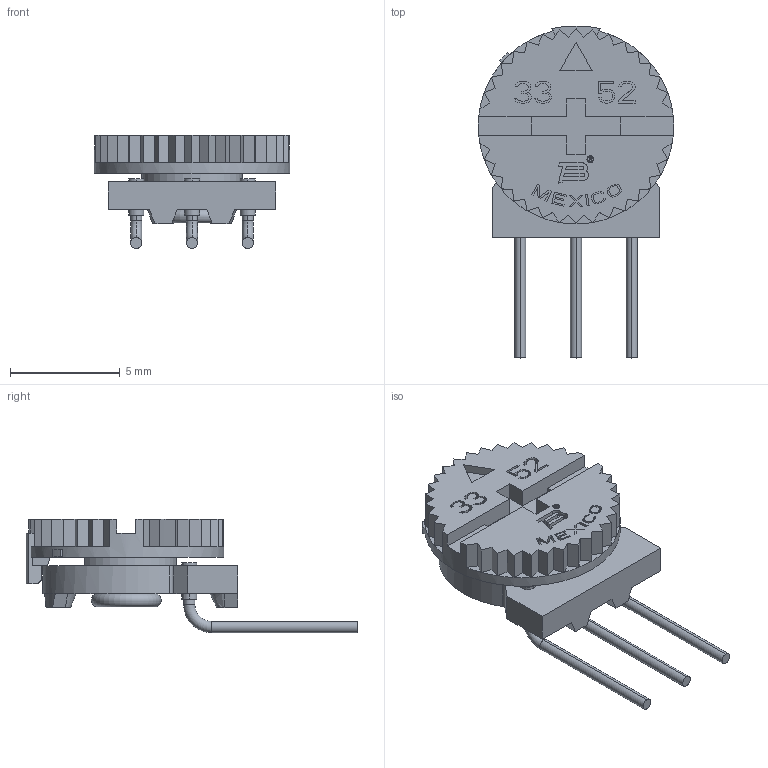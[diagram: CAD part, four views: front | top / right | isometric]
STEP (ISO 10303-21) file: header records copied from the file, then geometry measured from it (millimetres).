
FILE_DESCRIPTION((''),'2;1');
FILE_NAME('34880-05601_10','2021-02-22T12:05:36',('keilanic'),(''),'CREO PARAMETRIC BY PTC INC, 2018050','CREO PARAMETRIC BY PTC INC, 2018050','');
FILE_SCHEMA(('CONFIG_CONTROL_DESIGN'));
Length unit declared in the file: inch
Products named in the file (1): 34880-05601_10
Bounding box: 8.89 x 15.1 x 5.16 mm (x, y, z)
Volume: 186.1 mm3; surface area: 449.7 mm2
Topology: 1 solids, 2 shells, 605 faces, 1669 edges, 1096 vertices
Faces by surface type: plane 537, cylinder 44, torus 13, cone 7, bspline 4
Entity records: 19208 total; most frequent: CARTESIAN_POINT 3599, ORIENTED_EDGE 3338, DIRECTION 3047, EDGE_CURVE 1669, VECTOR 1457, LINE 1457, VERTEX_POINT 1096, AXIS2_PLACEMENT_3D 795
